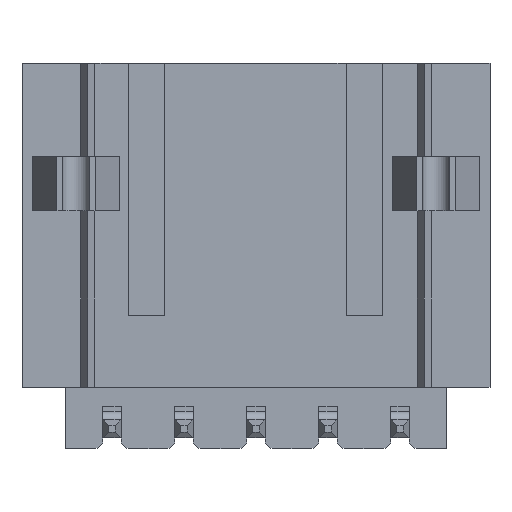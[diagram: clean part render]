
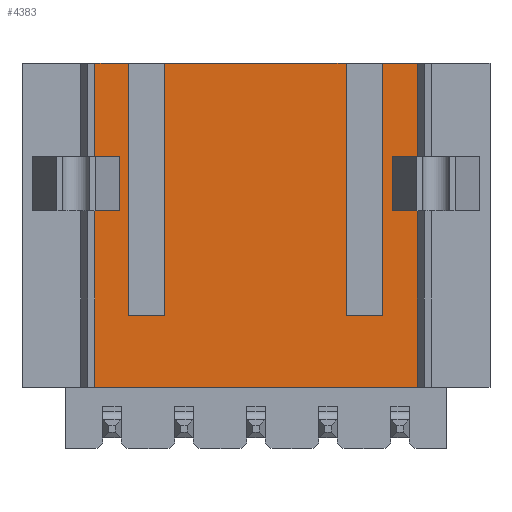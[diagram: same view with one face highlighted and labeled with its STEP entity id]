
A CAD part, front view. The second image highlights one B-rep face of the part: STEP entity #4383.
In plain terms, the highlighted planar face has unit normal (0, -1, 0).
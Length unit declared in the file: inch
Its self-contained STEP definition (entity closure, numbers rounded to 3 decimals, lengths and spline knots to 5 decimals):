
#113=DIRECTION('',(1.,0.,0.));
#114=VECTOR('',#113,0.01877);
#115=CARTESIAN_POINT('',(-0.22377,-0.1,0.02057));
#116=LINE('',#115,#114);
#117=DIRECTION('',(0.,0.,1.));
#118=VECTOR('',#117,0.075);
#119=CARTESIAN_POINT('',(-0.205,-0.1,0.02057));
#120=LINE('',#119,#118);
#121=DIRECTION('',(1.,0.,0.));
#122=VECTOR('',#121,0.01877);
#123=CARTESIAN_POINT('',(-0.22377,-0.1,0.09557));
#124=LINE('',#123,#122);
#125=DIRECTION('',(0.,0.,-1.));
#126=VECTOR('',#125,0.12943);
#127=CARTESIAN_POINT('',(-0.22377,-0.1,0.225));
#128=LINE('',#127,#126);
#129=DIRECTION('',(1.,0.,0.));
#130=VECTOR('',#129,0.04705);
#131=CARTESIAN_POINT('',(-0.22377,-0.1,0.225));
#132=LINE('',#131,#130);
#133=DIRECTION('',(0.,0.,-1.));
#134=VECTOR('',#133,0.35);
#135=CARTESIAN_POINT('',(-0.17672,-0.1,0.225));
#136=LINE('',#135,#134);
#137=DIRECTION('',(1.,0.,0.));
#138=VECTOR('',#137,0.05);
#139=CARTESIAN_POINT('',(-0.17672,-0.1,-0.125));
#140=LINE('',#139,#138);
#141=DIRECTION('',(0.,0.,-1.));
#142=VECTOR('',#141,0.35);
#143=CARTESIAN_POINT('',(-0.12672,-0.1,0.225));
#144=LINE('',#143,#142);
#145=DIRECTION('',(1.,0.,0.));
#146=VECTOR('',#145,0.25172);
#147=CARTESIAN_POINT('',(-0.12672,-0.1,0.225));
#148=LINE('',#147,#146);
#149=DIRECTION('',(0.,0.,-1.));
#150=VECTOR('',#149,0.35);
#151=CARTESIAN_POINT('',(0.125,-0.1,0.225));
#152=LINE('',#151,#150);
#153=DIRECTION('',(-1.,0.,0.));
#154=VECTOR('',#153,0.05);
#155=CARTESIAN_POINT('',(0.175,-0.1,-0.125));
#156=LINE('',#155,#154);
#157=DIRECTION('',(0.,0.,-1.));
#158=VECTOR('',#157,0.35);
#159=CARTESIAN_POINT('',(0.175,-0.1,0.225));
#160=LINE('',#159,#158);
#161=DIRECTION('',(1.,0.,0.));
#162=VECTOR('',#161,0.04877);
#163=CARTESIAN_POINT('',(0.175,-0.1,0.225));
#164=LINE('',#163,#162);
#165=DIRECTION('',(0.,0.,-1.));
#166=VECTOR('',#165,0.12943);
#167=CARTESIAN_POINT('',(0.22377,-0.1,0.225));
#168=LINE('',#167,#166);
#169=DIRECTION('',(1.,0.,0.));
#170=VECTOR('',#169,0.01877);
#171=CARTESIAN_POINT('',(0.205,-0.1,0.09557));
#172=LINE('',#171,#170);
#173=DIRECTION('',(0.,0.,1.));
#174=VECTOR('',#173,0.075);
#175=CARTESIAN_POINT('',(0.205,-0.1,0.02057));
#176=LINE('',#175,#174);
#177=DIRECTION('',(1.,0.,0.));
#178=VECTOR('',#177,0.01877);
#179=CARTESIAN_POINT('',(0.205,-0.1,0.02057));
#180=LINE('',#179,#178);
#181=DIRECTION('',(0.,0.,-1.));
#182=VECTOR('',#181,0.24557);
#183=CARTESIAN_POINT('',(0.22377,-0.1,0.02057));
#184=LINE('',#183,#182);
#185=DIRECTION('',(0.,0.,-1.));
#186=VECTOR('',#185,0.24557);
#187=CARTESIAN_POINT('',(-0.22377,-0.1,0.02057));
#188=LINE('',#187,#186);
#469=DIRECTION('',(1.,0.,0.));
#470=VECTOR('',#469,0.44754);
#471=CARTESIAN_POINT('',(-0.22377,-0.1,-0.225));
#472=LINE('',#471,#470);
#3259=CARTESIAN_POINT('',(0.175,-0.1,0.225));
#3261=VERTEX_POINT('',#3259);
#3263=CARTESIAN_POINT('',(0.125,-0.1,0.225));
#3265=VERTEX_POINT('',#3263);
#3267=CARTESIAN_POINT('',(0.175,-0.1,-0.125));
#3268=VERTEX_POINT('',#3267);
#3269=CARTESIAN_POINT('',(0.125,-0.1,-0.125));
#3270=VERTEX_POINT('',#3269);
#3469=CARTESIAN_POINT('',(-0.22377,-0.1,-0.225));
#3470=CARTESIAN_POINT('',(0.22377,-0.1,-0.225));
#3471=VERTEX_POINT('',#3469);
#3472=VERTEX_POINT('',#3470);
#3475=CARTESIAN_POINT('',(-0.22377,-0.1,0.225));
#3477=VERTEX_POINT('',#3475);
#3485=CARTESIAN_POINT('',(0.22377,-0.1,0.225));
#3486=VERTEX_POINT('',#3485);
#3651=CARTESIAN_POINT('',(-0.17672,-0.1,0.225));
#3653=VERTEX_POINT('',#3651);
#3655=CARTESIAN_POINT('',(-0.12672,-0.1,0.225));
#3657=VERTEX_POINT('',#3655);
#3659=CARTESIAN_POINT('',(-0.17672,-0.1,-0.125));
#3660=CARTESIAN_POINT('',(-0.12672,-0.1,-0.125));
#3661=VERTEX_POINT('',#3659);
#3662=VERTEX_POINT('',#3660);
#3815=CARTESIAN_POINT('',(-0.22377,-0.1,0.02057));
#3816=CARTESIAN_POINT('',(-0.205,-0.1,0.02057));
#3817=VERTEX_POINT('',#3815);
#3818=VERTEX_POINT('',#3816);
#3819=CARTESIAN_POINT('',(0.205,-0.1,0.02057));
#3820=CARTESIAN_POINT('',(0.22377,-0.1,0.02057));
#3821=VERTEX_POINT('',#3819);
#3822=VERTEX_POINT('',#3820);
#3831=CARTESIAN_POINT('',(-0.22377,-0.1,0.09557));
#3832=CARTESIAN_POINT('',(-0.205,-0.1,0.09557));
#3833=VERTEX_POINT('',#3831);
#3834=VERTEX_POINT('',#3832);
#3835=CARTESIAN_POINT('',(0.205,-0.1,0.09557));
#3836=CARTESIAN_POINT('',(0.22377,-0.1,0.09557));
#3837=VERTEX_POINT('',#3835);
#3838=VERTEX_POINT('',#3836);
#4340=CARTESIAN_POINT('',(-0.30015,-0.1,0.225));
#4341=DIRECTION('',(0.,-1.,0.));
#4342=DIRECTION('',(0.,0.,-1.));
#4343=AXIS2_PLACEMENT_3D('',#4340,#4341,#4342);
#4344=PLANE('',#4343);
#4346=ORIENTED_EDGE('',*,*,#4345,.T.);
#4348=ORIENTED_EDGE('',*,*,#4347,.T.);
#4350=ORIENTED_EDGE('',*,*,#4349,.F.);
#4352=ORIENTED_EDGE('',*,*,#4351,.F.);
#4353=ORIENTED_EDGE('',*,*,#4269,.T.);
#4355=ORIENTED_EDGE('',*,*,#4354,.T.);
#4357=ORIENTED_EDGE('',*,*,#4356,.T.);
#4358=ORIENTED_EDGE('',*,*,#4306,.F.);
#4359=ORIENTED_EDGE('',*,*,#4229,.T.);
#4361=ORIENTED_EDGE('',*,*,#4360,.T.);
#4363=ORIENTED_EDGE('',*,*,#4362,.F.);
#4365=ORIENTED_EDGE('',*,*,#4364,.F.);
#4366=ORIENTED_EDGE('',*,*,#4245,.T.);
#4368=ORIENTED_EDGE('',*,*,#4367,.T.);
#4370=ORIENTED_EDGE('',*,*,#4369,.F.);
#4372=ORIENTED_EDGE('',*,*,#4371,.F.);
#4374=ORIENTED_EDGE('',*,*,#4373,.T.);
#4376=ORIENTED_EDGE('',*,*,#4375,.T.);
#4378=ORIENTED_EDGE('',*,*,#4377,.F.);
#4380=ORIENTED_EDGE('',*,*,#4379,.F.);
#4381=EDGE_LOOP('',(#4346,#4348,#4350,#4352,#4353,#4355,#4357,#4358,#4359,#4361,
#4363,#4365,#4366,#4368,#4370,#4372,#4374,#4376,#4378,#4380));
#4382=FACE_OUTER_BOUND('',#4381,.F.);
#4383=ADVANCED_FACE('',(#4382),#4344,.T.);
#4229=EDGE_CURVE('',#3657,#3265,#148,.T.);
#4245=EDGE_CURVE('',#3261,#3486,#164,.T.);
#4269=EDGE_CURVE('',#3477,#3653,#132,.T.);
#4306=EDGE_CURVE('',#3657,#3662,#144,.T.);
#4345=EDGE_CURVE('',#3817,#3818,#116,.T.);
#4347=EDGE_CURVE('',#3818,#3834,#120,.T.);
#4349=EDGE_CURVE('',#3833,#3834,#124,.T.);
#4351=EDGE_CURVE('',#3477,#3833,#128,.T.);
#4354=EDGE_CURVE('',#3653,#3661,#136,.T.);
#4356=EDGE_CURVE('',#3661,#3662,#140,.T.);
#4360=EDGE_CURVE('',#3265,#3270,#152,.T.);
#4362=EDGE_CURVE('',#3268,#3270,#156,.T.);
#4364=EDGE_CURVE('',#3261,#3268,#160,.T.);
#4367=EDGE_CURVE('',#3486,#3838,#168,.T.);
#4369=EDGE_CURVE('',#3837,#3838,#172,.T.);
#4371=EDGE_CURVE('',#3821,#3837,#176,.T.);
#4373=EDGE_CURVE('',#3821,#3822,#180,.T.);
#4375=EDGE_CURVE('',#3822,#3472,#184,.T.);
#4377=EDGE_CURVE('',#3471,#3472,#472,.T.);
#4379=EDGE_CURVE('',#3817,#3471,#188,.T.);
